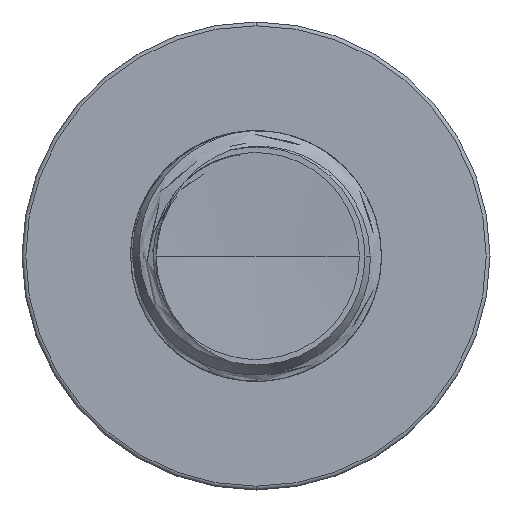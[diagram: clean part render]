
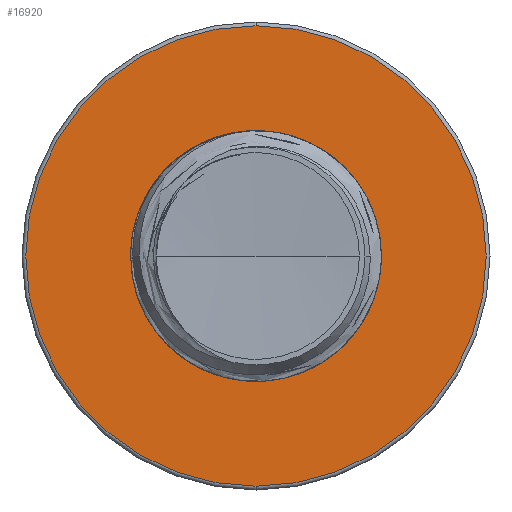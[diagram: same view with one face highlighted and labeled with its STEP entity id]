
A CAD part, front view. The second image highlights one B-rep face of the part: STEP entity #16920.
In plain terms, the highlighted planar face has unit normal (0, -1, 0).
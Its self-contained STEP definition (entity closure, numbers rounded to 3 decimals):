
#15 = CARTESIAN_POINT ( 'NONE',  ( 0., 5., 2.755 ) ) ;
#1054 = DIRECTION ( 'NONE',  ( 0., -1., 0. ) ) ;
#1904 = DIRECTION ( 'NONE',  ( 0., 0., -1. ) ) ;
#2416 = EDGE_CURVE ( 'NONE', #25994, #7215, #21632, .T. ) ;
#3018 = AXIS2_PLACEMENT_3D ( 'NONE', #14185, #1054, #16340 ) ;
#5482 = EDGE_CURVE ( 'NONE', #7215, #25994, #22273, .T. ) ;
#6345 = VERTEX_POINT ( 'NONE', #24465 ) ;
#6530 = CIRCLE ( 'NONE', #3018, 1.436 ) ;
#6823 = CARTESIAN_POINT ( 'NONE',  ( 0., 5., 0. ) ) ;
#7215 = VERTEX_POINT ( 'NONE', #15 ) ;
#8118 = VERTEX_POINT ( 'NONE', #18271 ) ;
#8937 = AXIS2_PLACEMENT_3D ( 'NONE', #20878, #20854, #20827 ) ;
#9090 = DIRECTION ( 'NONE',  ( 0., 0., -1. ) ) ;
#10456 = DIRECTION ( 'NONE',  ( 0., 0., -1. ) ) ;
#10487 = AXIS2_PLACEMENT_3D ( 'NONE', #6823, #22017, #9090 ) ;
#10491 = DIRECTION ( 'NONE',  ( 0., -1., 0. ) ) ;
#10524 = CARTESIAN_POINT ( 'NONE',  ( 0., 5., 0. ) ) ;
#10648 = ORIENTED_EDGE ( 'NONE', *, *, #16286, .F. ) ;
#10665 = PLANE ( 'NONE',  #11436 ) ;
#10801 = CIRCLE ( 'NONE', #10487, 1.436 ) ;
#11321 = EDGE_LOOP ( 'NONE', ( #21993, #10648 ) ) ;
#11436 = AXIS2_PLACEMENT_3D ( 'NONE', #12903, #15070, #1904 ) ;
#11737 = AXIS2_PLACEMENT_3D ( 'NONE', #10524, #10491, #10456 ) ;
#12903 = CARTESIAN_POINT ( 'NONE',  ( 0., 5., 1.436 ) ) ;
#14185 = CARTESIAN_POINT ( 'NONE',  ( 0., 5., 0. ) ) ;
#15070 = DIRECTION ( 'NONE',  ( 0., -1., 0. ) ) ;
#16286 = EDGE_CURVE ( 'NONE', #6345, #8118, #10801, .T. ) ;
#16340 = DIRECTION ( 'NONE',  ( 0., 0., -1. ) ) ;
#16920 = ADVANCED_FACE ( 'NONE', ( #24543, #25819 ), #10665, .T. ) ;
#17433 = EDGE_LOOP ( 'NONE', ( #22081, #24095 ) ) ;
#18271 = CARTESIAN_POINT ( 'NONE',  ( 0., 5., -1.436 ) ) ;
#20827 = DIRECTION ( 'NONE',  ( 0., 0., -1. ) ) ;
#20854 = DIRECTION ( 'NONE',  ( 0., -1., 0. ) ) ;
#20878 = CARTESIAN_POINT ( 'NONE',  ( 0., 5., 0. ) ) ;
#21151 = CARTESIAN_POINT ( 'NONE',  ( 0., 5., -2.755 ) ) ;
#21632 = CIRCLE ( 'NONE', #8937, 2.755 ) ;
#21993 = ORIENTED_EDGE ( 'NONE', *, *, #23036, .F. ) ;
#22017 = DIRECTION ( 'NONE',  ( 0., -1., 0. ) ) ;
#22081 = ORIENTED_EDGE ( 'NONE', *, *, #2416, .T. ) ;
#22273 = CIRCLE ( 'NONE', #11737, 2.755 ) ;
#23036 = EDGE_CURVE ( 'NONE', #8118, #6345, #6530, .T. ) ;
#24095 = ORIENTED_EDGE ( 'NONE', *, *, #5482, .T. ) ;
#24465 = CARTESIAN_POINT ( 'NONE',  ( 0., 5., 1.436 ) ) ;
#24543 = FACE_OUTER_BOUND ( 'NONE', #17433, .T. ) ;
#25819 = FACE_BOUND ( 'NONE', #11321, .T. ) ;
#25994 = VERTEX_POINT ( 'NONE', #21151 ) ;
